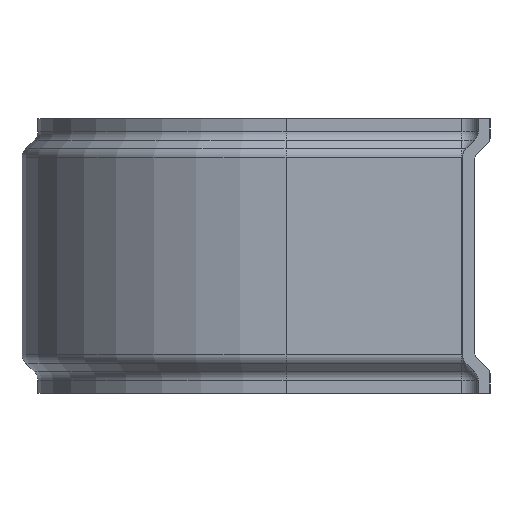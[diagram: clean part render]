
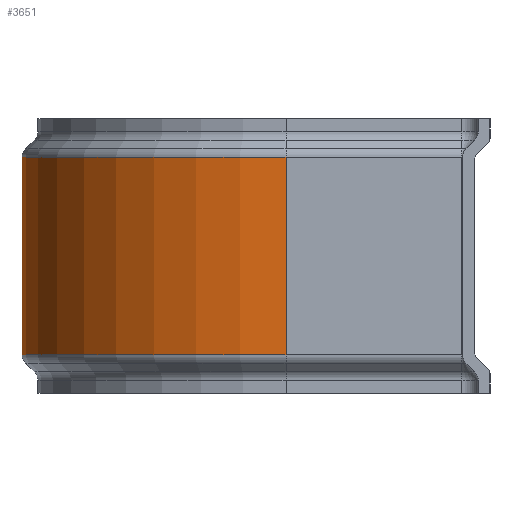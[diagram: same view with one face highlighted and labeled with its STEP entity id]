
A CAD part, left-side view. The second image highlights one B-rep face of the part: STEP entity #3651.
In plain terms, the highlighted cylindrical face has radius 33.65 mm (diameter 67.3 mm), a partial arc.
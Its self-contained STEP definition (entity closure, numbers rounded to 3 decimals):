
#155 = VECTOR ( 'NONE', #2970, 1000. ) ;
#330 = CARTESIAN_POINT ( 'NONE',  ( 0., 26., 0. ) ) ;
#381 = EDGE_CURVE ( 'NONE', #1591, #1341, #1089, .T. ) ;
#398 = EDGE_CURVE ( 'NONE', #1802, #488, #3510, .T. ) ;
#410 = DIRECTION ( 'NONE',  ( 0., 1., 0. ) ) ;
#447 = EDGE_LOOP ( 'NONE', ( #2898, #2995, #1365, #1403 ) ) ;
#488 = VERTEX_POINT ( 'NONE', #3117 ) ;
#629 = CARTESIAN_POINT ( 'NONE',  ( 33.65, 26., -12.586 ) ) ;
#700 = CARTESIAN_POINT ( 'NONE',  ( 0., 26., -12.586 ) ) ;
#790 = CARTESIAN_POINT ( 'NONE',  ( -33.65, 26., 12.586 ) ) ;
#941 = CARTESIAN_POINT ( 'NONE',  ( 0., 26., 12.586 ) ) ;
#990 = AXIS2_PLACEMENT_3D ( 'NONE', #330, #3728, #1028 ) ;
#1028 = DIRECTION ( 'NONE',  ( 1., 0., 0. ) ) ;
#1086 = EDGE_CURVE ( 'NONE', #1802, #1341, #1356, .T. ) ;
#1089 = LINE ( 'NONE', #790, #3268 ) ;
#1341 = VERTEX_POINT ( 'NONE', #2673 ) ;
#1356 = CIRCLE ( 'NONE', #3255, 33.65 ) ;
#1365 = ORIENTED_EDGE ( 'NONE', *, *, #3617, .F. ) ;
#1403 = ORIENTED_EDGE ( 'NONE', *, *, #398, .F. ) ;
#1468 = CARTESIAN_POINT ( 'NONE',  ( -33.65, 26., 12.586 ) ) ;
#1591 = VERTEX_POINT ( 'NONE', #1468 ) ;
#1799 = DIRECTION ( 'NONE',  ( 0., 0., 1. ) ) ;
#1802 = VERTEX_POINT ( 'NONE', #629 ) ;
#1834 = FACE_OUTER_BOUND ( 'NONE', #447, .T. ) ;
#1944 = CARTESIAN_POINT ( 'NONE',  ( 33.65, 26., 12.586 ) ) ;
#1953 = DIRECTION ( 'NONE',  ( 0., 0., 1. ) ) ;
#2263 = DIRECTION ( 'NONE',  ( 0., 1., 0. ) ) ;
#2673 = CARTESIAN_POINT ( 'NONE',  ( -33.65, 26., -12.586 ) ) ;
#2813 = AXIS2_PLACEMENT_3D ( 'NONE', #941, #1799, #410 ) ;
#2898 = ORIENTED_EDGE ( 'NONE', *, *, #1086, .T. ) ;
#2970 = DIRECTION ( 'NONE',  ( 0., 0., 1. ) ) ;
#2995 = ORIENTED_EDGE ( 'NONE', *, *, #381, .F. ) ;
#3050 = CYLINDRICAL_SURFACE ( 'NONE', #990, 33.65 ) ;
#3117 = CARTESIAN_POINT ( 'NONE',  ( 33.65, 26., 12.586 ) ) ;
#3255 = AXIS2_PLACEMENT_3D ( 'NONE', #700, #1953, #2263 ) ;
#3268 = VECTOR ( 'NONE', #3800, 1000. ) ;
#3510 = LINE ( 'NONE', #1944, #155 ) ;
#3576 = CIRCLE ( 'NONE', #2813, 33.65 ) ;
#3617 = EDGE_CURVE ( 'NONE', #488, #1591, #3576, .T. ) ;
#3651 = ADVANCED_FACE ( 'NONE', ( #1834 ), #3050, .T. ) ;
#3728 = DIRECTION ( 'NONE',  ( 0., 0., 1. ) ) ;
#3800 = DIRECTION ( 'NONE',  ( 0., 0., -1. ) ) ;
